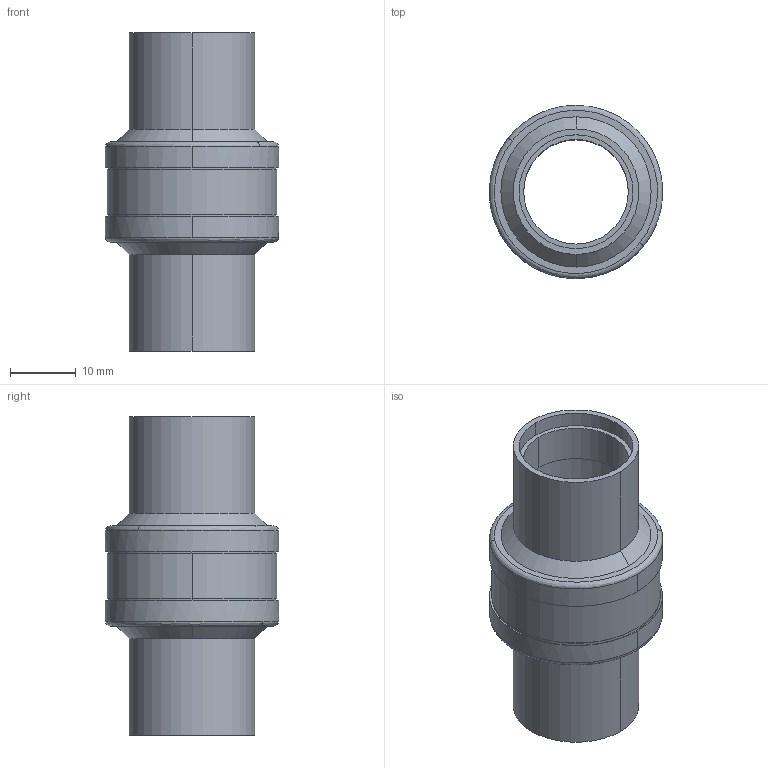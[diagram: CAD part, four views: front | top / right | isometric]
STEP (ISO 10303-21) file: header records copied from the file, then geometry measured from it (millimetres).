
FILE_DESCRIPTION (( 'STEP AP203' ), '1' );
FILE_NAME ('A5266-1-W.STEP', '2013-11-06T12:21:25', ( '' ), ( '' ), 'SwSTEP 2.0', 'SolidWorks 2012', '' );
FILE_SCHEMA (( 'CONFIG_CONTROL_DESIGN' ));
Length unit declared in the file: inch
Products named in the file (1): A5266-1-W
Bounding box: 26.29 x 26.29 x 48.26 mm (x, y, z)
Volume: 5161.3 mm3; surface area: 8277.7 mm2
Topology: 1 solids, 1 shells, 66 faces, 158 edges, 102 vertices
Faces by surface type: cylinder 32, cone 16, plane 10, bspline 8
Entity records: 2325 total; most frequent: CARTESIAN_POINT 643, DIRECTION 378, ORIENTED_EDGE 316, AXIS2_PLACEMENT_3D 165, EDGE_CURVE 158, CIRCLE 106, VERTEX_POINT 102, EDGE_LOOP 76
